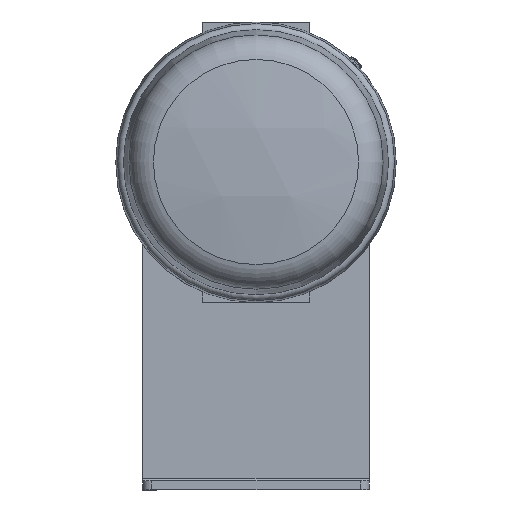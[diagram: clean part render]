
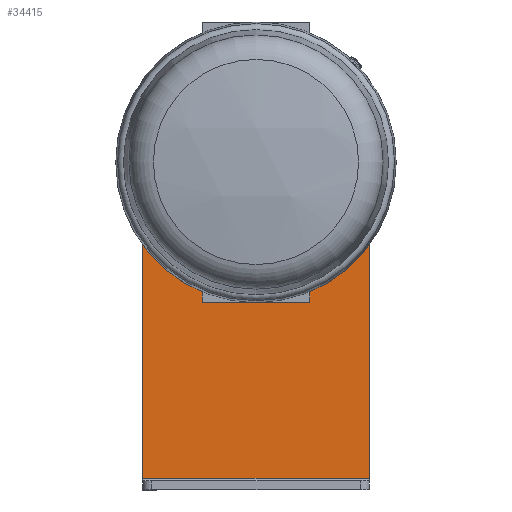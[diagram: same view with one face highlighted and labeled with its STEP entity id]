
A CAD part, top view. The second image highlights one B-rep face of the part: STEP entity #34415.
In plain terms, the highlighted face is planar.
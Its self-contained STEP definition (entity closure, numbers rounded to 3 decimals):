
#1505=FACE_BOUND('',#6121,.T.);
#1506=FACE_BOUND('',#6122,.T.);
#1507=FACE_BOUND('',#6123,.T.);
#1508=FACE_BOUND('',#6124,.T.);
#1509=FACE_BOUND('',#6125,.T.);
#2310=PLANE('',#36575);
#4008=FACE_OUTER_BOUND('',#6120,.T.);
#6120=EDGE_LOOP('',(#29578,#29579,#29580,#29581));
#6121=EDGE_LOOP('',(#29582));
#6122=EDGE_LOOP('',(#29583));
#6123=EDGE_LOOP('',(#29584));
#6124=EDGE_LOOP('',(#29585));
#6125=EDGE_LOOP('',(#29586));
#7161=CIRCLE('',#36576,38.);
#7162=CIRCLE('',#36577,2.75);
#7163=CIRCLE('',#36578,2.75);
#7164=CIRCLE('',#36579,2.75);
#7165=CIRCLE('',#36580,2.75);
#7166=CIRCLE('',#36581,17.5);
#9808=LINE('',#72810,#12355);
#9809=LINE('',#72814,#12356);
#9810=LINE('',#72817,#12357);
#12355=VECTOR('',#43105,76.);
#12356=VECTOR('',#43110,106.);
#12357=VECTOR('',#43113,106.);
#16186=VERTEX_POINT('',#72807);
#16187=VERTEX_POINT('',#72809);
#16188=VERTEX_POINT('',#72813);
#16189=VERTEX_POINT('',#72815);
#16190=VERTEX_POINT('',#72818);
#16191=VERTEX_POINT('',#72820);
#16192=VERTEX_POINT('',#72822);
#16193=VERTEX_POINT('',#72824);
#16194=VERTEX_POINT('',#72826);
#20853=EDGE_CURVE('',#16187,#16186,#9808,.T.);
#20855=EDGE_CURVE('',#16186,#16188,#9809,.T.);
#20856=EDGE_CURVE('',#16188,#16189,#7161,.F.);
#20857=EDGE_CURVE('',#16187,#16189,#9810,.T.);
#20858=EDGE_CURVE('',#16190,#16190,#7162,.T.);
#20859=EDGE_CURVE('',#16191,#16191,#7163,.T.);
#20860=EDGE_CURVE('',#16192,#16192,#7164,.T.);
#20861=EDGE_CURVE('',#16193,#16193,#7165,.T.);
#20862=EDGE_CURVE('',#16194,#16194,#7166,.T.);
#29578=ORIENTED_EDGE('',*,*,#20855,.T.);
#29579=ORIENTED_EDGE('',*,*,#20856,.T.);
#29580=ORIENTED_EDGE('',*,*,#20857,.F.);
#29581=ORIENTED_EDGE('',*,*,#20853,.T.);
#29582=ORIENTED_EDGE('',*,*,#20858,.T.);
#29583=ORIENTED_EDGE('',*,*,#20859,.T.);
#29584=ORIENTED_EDGE('',*,*,#20860,.T.);
#29585=ORIENTED_EDGE('',*,*,#20861,.T.);
#29586=ORIENTED_EDGE('',*,*,#20862,.T.);
#34415=ADVANCED_FACE('',(#4008,#1505,#1506,#1507,#1508,#1509),#2310,.F.);
#36575=AXIS2_PLACEMENT_3D('',#72812,#43108,#43109);
#36576=AXIS2_PLACEMENT_3D('',#72816,#43111,#43112);
#36577=AXIS2_PLACEMENT_3D('',#72819,#43114,#43115);
#36578=AXIS2_PLACEMENT_3D('',#72821,#43116,#43117);
#36579=AXIS2_PLACEMENT_3D('',#72823,#43118,#43119);
#36580=AXIS2_PLACEMENT_3D('',#72825,#43120,#43121);
#36581=AXIS2_PLACEMENT_3D('',#72827,#43122,#43123);
#43105=DIRECTION('',(0.,0.,-1.));
#43108=DIRECTION('center_axis',(0.,1.,0.));
#43109=DIRECTION('ref_axis',(0.,0.,1.));
#43110=DIRECTION('',(1.,0.,0.));
#43111=DIRECTION('center_axis',(0.,1.,0.));
#43112=DIRECTION('ref_axis',(-1.,0.,0.));
#43113=DIRECTION('',(1.,0.,0.));
#43114=DIRECTION('center_axis',(0.,1.,0.));
#43115=DIRECTION('ref_axis',(-1.,0.,0.));
#43116=DIRECTION('center_axis',(0.,1.,0.));
#43117=DIRECTION('ref_axis',(-1.,0.,0.));
#43118=DIRECTION('center_axis',(0.,1.,0.));
#43119=DIRECTION('ref_axis',(-1.,0.,0.));
#43120=DIRECTION('center_axis',(0.,1.,0.));
#43121=DIRECTION('ref_axis',(-1.,0.,0.));
#43122=DIRECTION('center_axis',(0.,1.,0.));
#43123=DIRECTION('ref_axis',(-1.,0.,0.));
#72807=CARTESIAN_POINT('',(4.,73.,0.));
#72809=CARTESIAN_POINT('',(4.,73.,76.));
#72810=CARTESIAN_POINT('',(4.,73.,76.));
#72812=CARTESIAN_POINT('Origin',(148.,73.,76.));
#72813=CARTESIAN_POINT('',(110.,73.,0.));
#72814=CARTESIAN_POINT('',(4.,73.,0.));
#72815=CARTESIAN_POINT('',(110.,73.,76.));
#72816=CARTESIAN_POINT('Origin',(110.,73.,38.));
#72817=CARTESIAN_POINT('',(4.,73.,76.));
#72818=CARTESIAN_POINT('',(110.,73.,60.75));
#72819=CARTESIAN_POINT('Origin',(110.,73.,63.5));
#72820=CARTESIAN_POINT('',(110.,73.,9.75));
#72821=CARTESIAN_POINT('Origin',(110.,73.,12.5));
#72822=CARTESIAN_POINT('',(135.5,73.,35.25));
#72823=CARTESIAN_POINT('Origin',(135.5,73.,38.));
#72824=CARTESIAN_POINT('',(84.5,73.,35.25));
#72825=CARTESIAN_POINT('Origin',(84.5,73.,38.));
#72826=CARTESIAN_POINT('',(110.,73.,20.5));
#72827=CARTESIAN_POINT('Origin',(110.,73.,38.));
